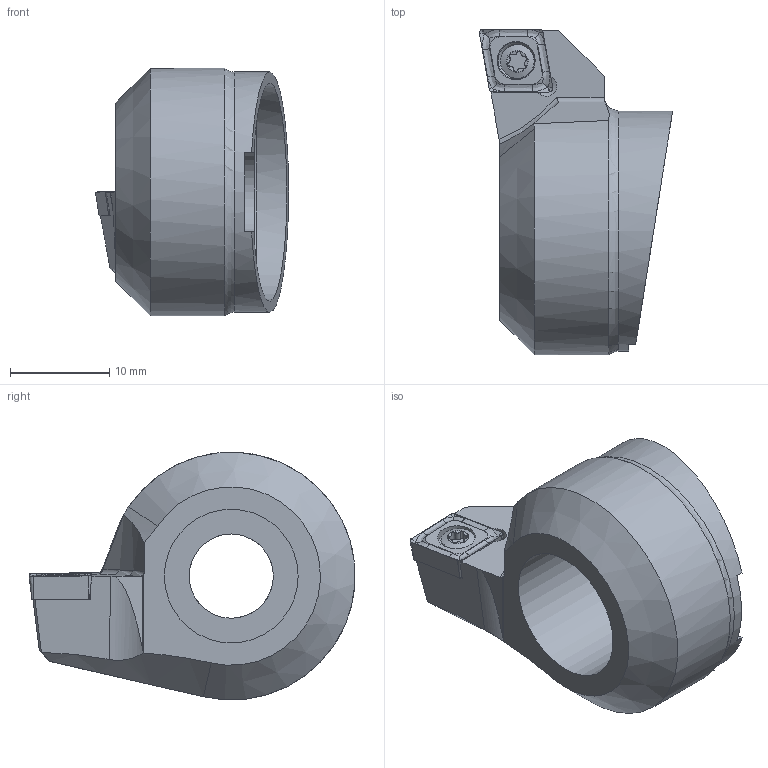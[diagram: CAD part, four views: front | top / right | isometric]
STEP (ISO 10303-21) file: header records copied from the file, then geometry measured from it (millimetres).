
FILE_DESCRIPTION (( 'STEP AP214' ), '1' );
FILE_NAME ('F42.WCA.001.016.STEP', '2019-08-22T13:32:36', ( '' ), ( '' ), 'SwSTEP 2.0', 'SolidWorks 2017', '' );
FILE_SCHEMA (( 'AUTOMOTIVE_DESIGN' ));
Length unit declared in the file: millimetre
Products named in the file (4): F42-WCA.001.016_A_fertigbearbeitet; CCMT060204; WCA-ER2.001.006_A; F42.WCA.001.016
Assembly tree (3 placements, depth 2):
  F42.WCA.001.016
    F42-WCA.001.016_A_fertigbearbeitet
    CCMT060204
    WCA-ER2.001.006_A
Bounding box: 19.5 x 32.88 x 24.98 mm (x, y, z)
Volume: 5498.2 mm3; surface area: 3121.8 mm2
Topology: 3 solids, 3 shells, 105 faces, 267 edges, 167 vertices
Faces by surface type: plane 39, cylinder 27, cone 20, bspline 12, torus 6, sphere 1
Full cylindrical faces by diameter (mm): 2.05 x1, 2.1 x1, 2.5 x1, 2.8 x1, 3.4 x1, 3.85 x1, 8.5 x1, 13.5 x1, 24.247 x1
Entity records: 3482 total; most frequent: CARTESIAN_POINT 1070, ORIENTED_EDGE 478, DIRECTION 424, EDGE_CURVE 239, AXIS2_PLACEMENT_3D 162, VERTEX_POINT 159, EDGE_LOOP 130, FACE_OUTER_BOUND 119
